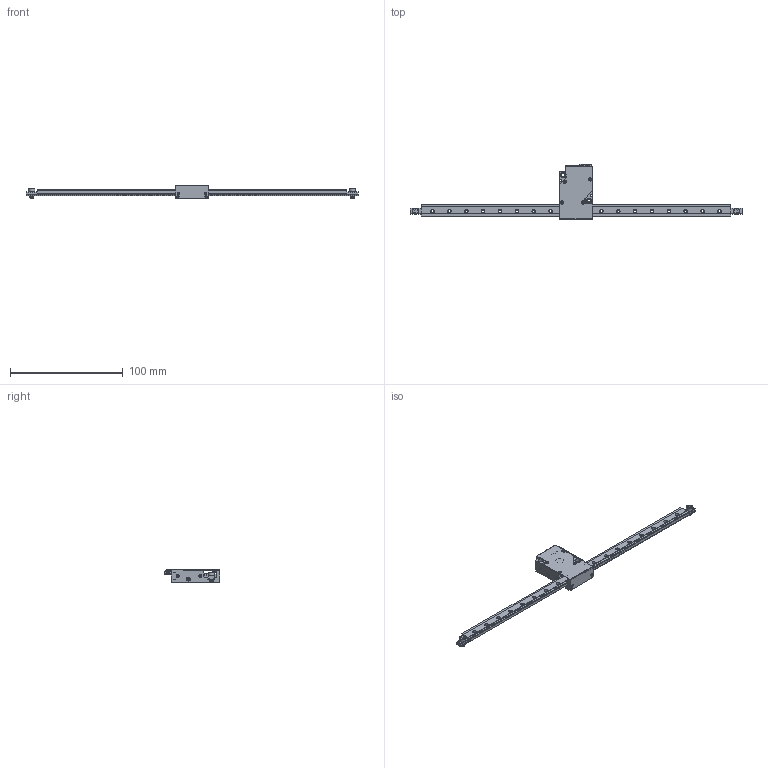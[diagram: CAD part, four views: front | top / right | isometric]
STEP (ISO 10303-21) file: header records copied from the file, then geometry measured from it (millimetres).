
FILE_DESCRIPTION(/* description */ (''),/* implementation_level */ '2;1');
FILE_NAME(/* name */ 'XLA_10_295_assy_A2.stp',/* time_stamp */ '2024-02-28T11:39:07+01:00',/* author */ (''),/* organization */ (''),/* preprocessor_version */ 'ST-DEVELOPER v16',/* originating_system */ 'SIEMENS PLM Software NX 10.0',/* authorisation */ '');
FILE_SCHEMA (('AUTOMOTIVE_DESIGN { 1 0 10303 214 3 1 1 1 }'));
Length unit declared in the file: millimetre
Products named in the file (18): encoder; 522070460_stp; 527451297_Gold; linear_encoder_275; magnet_limit; Bout_M3_L6; ceramic_ruler_W3_T2_L275; XLA_10_tractielat_FR4_275_C; rail_295; PACK-SMIB1.6-3_stp; XLA_10_cover_A; CSPPN1P-ST3W-M2-6_214_step; CBSTSE2.6-3_stp; carriage; XLA_10_body_A2; XLA_10_top_PCB_V2; XLA_10_tractielat_assy_295_1C; XLA_10_295_assy_A2
Assembly tree (24 placements, depth 3):
  XLA_10_295_assy_A2
    XLA_10_body_A2
    carriage
    XLA_10_tractielat_assy_295_1C
      rail_295
      XLA_10_tractielat_FR4_275_C
      ceramic_ruler_W3_T2_L275
      Bout_M3_L6  x2
      magnet_limit  x2
      linear_encoder_275
    CBSTSE2.6-3_stp  x2
    CSPPN1P-ST3W-M2-6_214_step  x2
    XLA_10_cover_A
    XLA_10_top_PCB_V2
      527451297_Gold
      522070460_stp
      encoder
    PACK-SMIB1.6-3_stp  x4
Bounding box: 295 x 49.1 x 11.5 mm (x, y, z)
Volume: 22901.3 mm3; surface area: 30483.5 mm2
Topology: 33 solids, 33 shells, 1830 faces, 5175 edges, 3427 vertices
Faces by surface type: plane 1175, cylinder 501, cone 111, torus 32, bspline 10, sphere 1
Full cylindrical faces by diameter (mm): 0.7 x2, 1 x110, 1.25 x4, 1.6 x8, 1.8 x4, 2 x4, 2.05 x2, 2.113 x2, 2.4 x5, 2.459 x20, 2.6 x4, 2.8 x4, 3.2 x18, 3.4 x1, 3.6 x2, 4 x1, 5 x4, 5.5 x2, 6 x2, 6.4 x2, 7 x1
Entity records: 56332 total; most frequent: CARTESIAN_POINT 12892, ORIENTED_EDGE 8540, DIRECTION 8521, EDGE_CURVE 4270, LINE 3231, VECTOR 3231, VERTEX_POINT 2982, AXIS2_PLACEMENT_3D 2645
